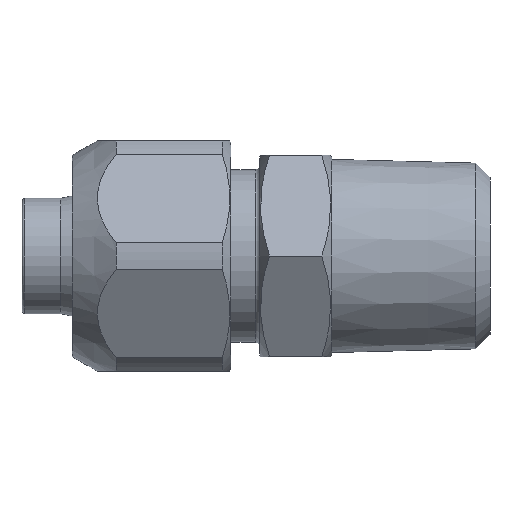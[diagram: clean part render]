
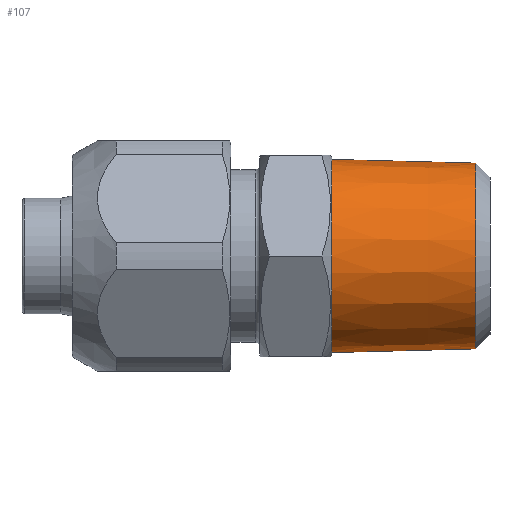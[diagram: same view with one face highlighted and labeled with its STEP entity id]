
A CAD part, left-side view. The second image highlights one B-rep face of the part: STEP entity #107.
In plain terms, the highlighted conical face has half-angle 1.47 degrees and reference radius 6.707 mm.
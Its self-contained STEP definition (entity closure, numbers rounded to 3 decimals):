
#18 = LINE ( 'NONE', #140, #1746 ) ;
#107 = ADVANCED_FACE ( 'NONE', ( #1414 ), #1012, .T. ) ;
#122 = EDGE_CURVE ( 'NONE', #767, #790, #1438, .T. ) ;
#140 = CARTESIAN_POINT ( 'NONE',  ( 0., 11., 6.707 ) ) ;
#141 = DIRECTION ( 'NONE',  ( 0., 1., 0.026 ) ) ;
#271 = DIRECTION ( 'NONE',  ( 0., 1., 0. ) ) ;
#272 = CARTESIAN_POINT ( 'NONE',  ( 0., 11., 0. ) ) ;
#624 = CARTESIAN_POINT ( 'NONE',  ( 0., 11., 0. ) ) ;
#625 = DIRECTION ( 'NONE',  ( 0., -1., 0. ) ) ;
#626 = DIRECTION ( 'NONE',  ( 0., 0., -1. ) ) ;
#627 = CARTESIAN_POINT ( 'NONE',  ( 0., 1., 0. ) ) ;
#628 = DIRECTION ( 'NONE',  ( 0., -1., 0. ) ) ;
#629 = DIRECTION ( 'NONE',  ( 0., 0., -1. ) ) ;
#767 = VERTEX_POINT ( 'NONE', #1091 ) ;
#768 = VERTEX_POINT ( 'NONE', #1090 ) ;
#772 = VERTEX_POINT ( 'NONE', #1088 ) ;
#790 = VERTEX_POINT ( 'NONE', #1063 ) ;
#870 = EDGE_LOOP ( 'NONE', ( #1821, #1822, #1823, #1820 ) ) ;
#970 = DIRECTION ( 'NONE',  ( 0., 0., 1. ) ) ;
#1008 = AXIS2_PLACEMENT_3D ( 'NONE', #272, #271, #970 ) ;
#1012 = CONICAL_SURFACE ( 'NONE', #1008, 6.707, 0.026 ) ;
#1063 = CARTESIAN_POINT ( 'NONE',  ( 0., 11., -6.707 ) ) ;
#1088 = CARTESIAN_POINT ( 'NONE',  ( 0., 1., 6.45 ) ) ;
#1090 = CARTESIAN_POINT ( 'NONE',  ( 0., 11., 6.707 ) ) ;
#1091 = CARTESIAN_POINT ( 'NONE',  ( 0., 1., -6.45 ) ) ;
#1132 = DIRECTION ( 'NONE',  ( 0., 1., -0.026 ) ) ;
#1133 = CARTESIAN_POINT ( 'NONE',  ( 0., 11., -6.707 ) ) ;
#1194 = VECTOR ( 'NONE', #1132, 1000. ) ;
#1414 = FACE_OUTER_BOUND ( 'NONE', #870, .T. ) ;
#1438 = LINE ( 'NONE', #1133, #1194 ) ;
#1668 = EDGE_CURVE ( 'NONE', #768, #790, #1722, .T. ) ;
#1669 = EDGE_CURVE ( 'NONE', #772, #767, #1730, .T. ) ;
#1681 = EDGE_CURVE ( 'NONE', #772, #768, #18, .T. ) ;
#1722 = CIRCLE ( 'NONE', #1729, 6.707 ) ;
#1729 = AXIS2_PLACEMENT_3D ( 'NONE', #624, #625, #626 ) ;
#1730 = CIRCLE ( 'NONE', #1731, 6.45 ) ;
#1731 = AXIS2_PLACEMENT_3D ( 'NONE', #627, #628, #629 ) ;
#1746 = VECTOR ( 'NONE', #141, 1000. ) ;
#1820 = ORIENTED_EDGE ( 'NONE', *, *, #1668, .T. ) ;
#1821 = ORIENTED_EDGE ( 'NONE', *, *, #122, .F. ) ;
#1822 = ORIENTED_EDGE ( 'NONE', *, *, #1669, .F. ) ;
#1823 = ORIENTED_EDGE ( 'NONE', *, *, #1681, .T. ) ;
